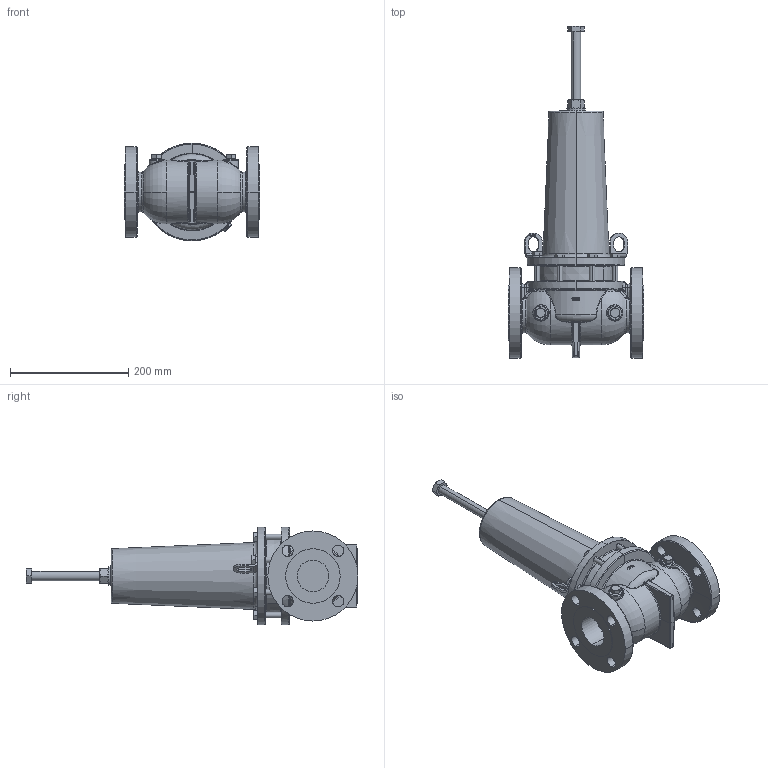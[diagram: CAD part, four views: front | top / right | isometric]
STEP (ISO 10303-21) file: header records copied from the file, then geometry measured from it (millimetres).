
FILE_DESCRIPTION (( 'STEP AP214' ), '1' );
FILE_NAME ('BAA2ARDFS-ATD3.STEP', '2024-12-04T14:27:09', ( '' ), ( '' ), 'SwSTEP 2.0', 'SolidWorks 2019', '' );
FILE_SCHEMA (( 'AUTOMOTIVE_DESIGN' ));
Length unit declared in the file: inch
Products named in the file (1): BAA2ARDFS-ATD3
Bounding box: 228.6 x 561.22 x 165.1 mm (x, y, z)
Volume: 5148751.3 mm3; surface area: 325874.4 mm2
Topology: 1 solids, 3 shells, 1185 faces, 2996 edges, 1849 vertices
Faces by surface type: plane 468, bspline 328, cylinder 183, cone 132, torus 44, sphere 30
Entity records: 59582 total; most frequent: CARTESIAN_POINT 26999, ORIENTED_EDGE 5896, DIRECTION 4366, EDGE_CURVE 2948, VERTEX_POINT 1847, AXIS2_PLACEMENT_3D 1591, EDGE_LOOP 1301, ADVANCED_FACE 1185
